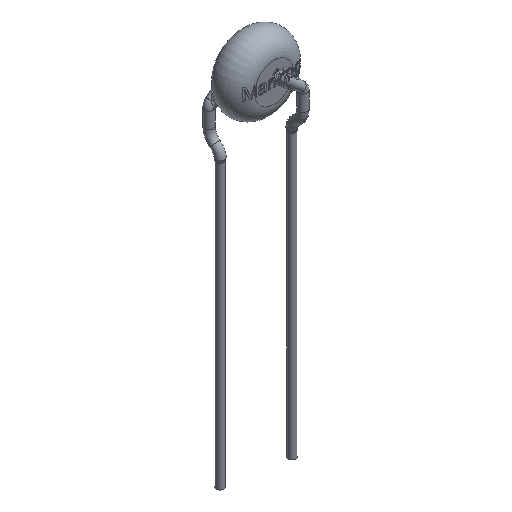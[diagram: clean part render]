
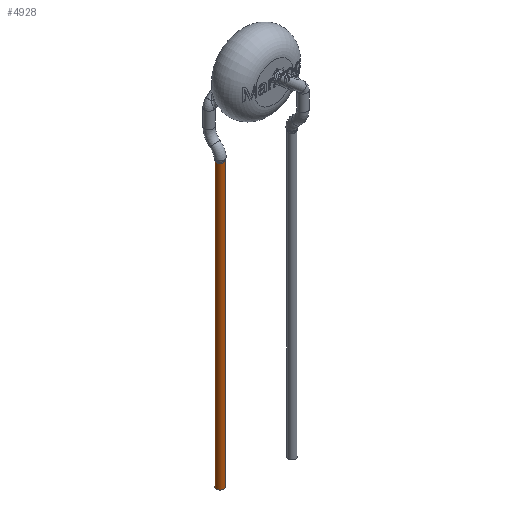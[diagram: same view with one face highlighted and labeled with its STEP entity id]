
A CAD part, isometric view. The second image highlights one B-rep face of the part: STEP entity #4928.
In plain terms, the highlighted cylindrical face has radius 0.3 mm (diameter 0.6 mm), a full revolution.
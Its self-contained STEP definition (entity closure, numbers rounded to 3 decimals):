
#35=CYLINDRICAL_SURFACE('',#5128,0.3);
#88=CIRCLE('',#5129,0.3);
#89=CIRCLE('',#5130,0.3);
#1070=ORIENTED_EDGE('',*,*,#1981,.T.);
#1071=ORIENTED_EDGE('',*,*,#1982,.T.);
#1981=EDGE_CURVE('',#2480,#2480,#88,.F.);
#1982=EDGE_CURVE('',#2481,#2481,#89,.T.);
#2480=VERTEX_POINT('',#9722);
#2481=VERTEX_POINT('',#9724);
#3075=EDGE_LOOP('',(#1070));
#3076=EDGE_LOOP('',(#1071));
#3293=FACE_BOUND('',#3075,.T.);
#3294=FACE_BOUND('',#3076,.T.);
#4928=ADVANCED_FACE('',(#3293,#3294),#35,.T.);
#5128=AXIS2_PLACEMENT_3D('',#9720,#5416,#5417);
#5129=AXIS2_PLACEMENT_3D('',#9721,#5418,#5419);
#5130=AXIS2_PLACEMENT_3D('',#9723,#5420,#5421);
#5416=DIRECTION('',(0.,0.,1.));
#5417=DIRECTION('',(1.,0.,0.));
#5418=DIRECTION('',(0.,0.,1.));
#5419=DIRECTION('',(1.,0.,0.));
#5420=DIRECTION('',(0.,0.,1.));
#5421=DIRECTION('',(0.,1.,0.));
#9720=CARTESIAN_POINT('',(-2.5,0.4,-28.));
#9721=CARTESIAN_POINT('',(-2.5,0.4,-5.132));
#9722=CARTESIAN_POINT('',(-2.2,0.4,-5.132));
#9723=CARTESIAN_POINT('',(-2.5,0.4,-28.));
#9724=CARTESIAN_POINT('',(-2.5,0.7,-28.));
